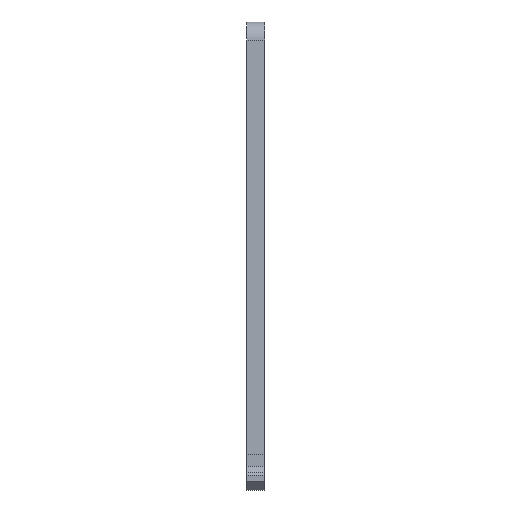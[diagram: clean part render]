
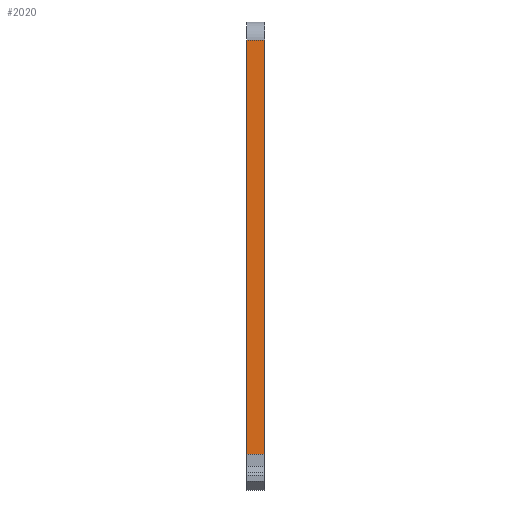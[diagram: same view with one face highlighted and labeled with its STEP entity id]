
A CAD part, front view. The second image highlights one B-rep face of the part: STEP entity #2020.
In plain terms, the highlighted planar face has unit normal (0, -1, 0).
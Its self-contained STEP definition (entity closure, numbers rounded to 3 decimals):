
#24 = EDGE_LOOP ( 'NONE', ( #1948, #1974, #47, #67 ) ) ;
#47 = ORIENTED_EDGE ( 'NONE', *, *, #664, .F. ) ;
#67 = ORIENTED_EDGE ( 'NONE', *, *, #1598, .F. ) ;
#81 = VERTEX_POINT ( 'NONE', #1242 ) ;
#108 = DIRECTION ( 'NONE',  ( -1., 0., 0. ) ) ;
#124 = CARTESIAN_POINT ( 'NONE',  ( 12., 0., 0. ) ) ;
#158 = VECTOR ( 'NONE', #1656, 1000. ) ;
#187 = LINE ( 'NONE', #1655, #158 ) ;
#255 = LINE ( 'NONE', #1747, #307 ) ;
#307 = VECTOR ( 'NONE', #1743, 1000. ) ;
#367 = EDGE_CURVE ( 'NONE', #81, #1921, #255, .T. ) ;
#417 = EDGE_CURVE ( 'NONE', #717, #81, #187, .T. ) ;
#467 = VERTEX_POINT ( 'NONE', #1572 ) ;
#519 = DIRECTION ( 'NONE',  ( 0., 0., -1. ) ) ;
#520 = DIRECTION ( 'NONE',  ( 0., -1., 0. ) ) ;
#538 = PLANE ( 'NONE',  #805 ) ;
#550 = CARTESIAN_POINT ( 'NONE',  ( 12., 0., 0. ) ) ;
#593 = CARTESIAN_POINT ( 'NONE',  ( 9., 0., 69. ) ) ;
#624 = FACE_OUTER_BOUND ( 'NONE', #24, .T. ) ;
#664 = EDGE_CURVE ( 'NONE', #467, #1921, #1612, .T. ) ;
#717 = VERTEX_POINT ( 'NONE', #1246 ) ;
#805 = AXIS2_PLACEMENT_3D ( 'NONE', #550, #520, #519 ) ;
#1242 = CARTESIAN_POINT ( 'NONE',  ( 12., 0., 69. ) ) ;
#1246 = CARTESIAN_POINT ( 'NONE',  ( 12., 0., 0. ) ) ;
#1306 = DIRECTION ( 'NONE',  ( 0., 0., 1. ) ) ;
#1309 = CARTESIAN_POINT ( 'NONE',  ( 9., 0., 0. ) ) ;
#1572 = CARTESIAN_POINT ( 'NONE',  ( 9., 0., 0. ) ) ;
#1587 = VECTOR ( 'NONE', #1306, 1000. ) ;
#1598 = EDGE_CURVE ( 'NONE', #717, #467, #1980, .T. ) ;
#1612 = LINE ( 'NONE', #1309, #1587 ) ;
#1655 = CARTESIAN_POINT ( 'NONE',  ( 12., 0., 0. ) ) ;
#1656 = DIRECTION ( 'NONE',  ( 0., 0., 1. ) ) ;
#1743 = DIRECTION ( 'NONE',  ( -1., 0., 0. ) ) ;
#1747 = CARTESIAN_POINT ( 'NONE',  ( 12., 0., 69. ) ) ;
#1921 = VERTEX_POINT ( 'NONE', #593 ) ;
#1948 = ORIENTED_EDGE ( 'NONE', *, *, #417, .T. ) ;
#1974 = ORIENTED_EDGE ( 'NONE', *, *, #367, .T. ) ;
#1979 = VECTOR ( 'NONE', #108, 1000. ) ;
#1980 = LINE ( 'NONE', #124, #1979 ) ;
#2020 = ADVANCED_FACE ( 'NONE', ( #624 ), #538, .T. ) ;
